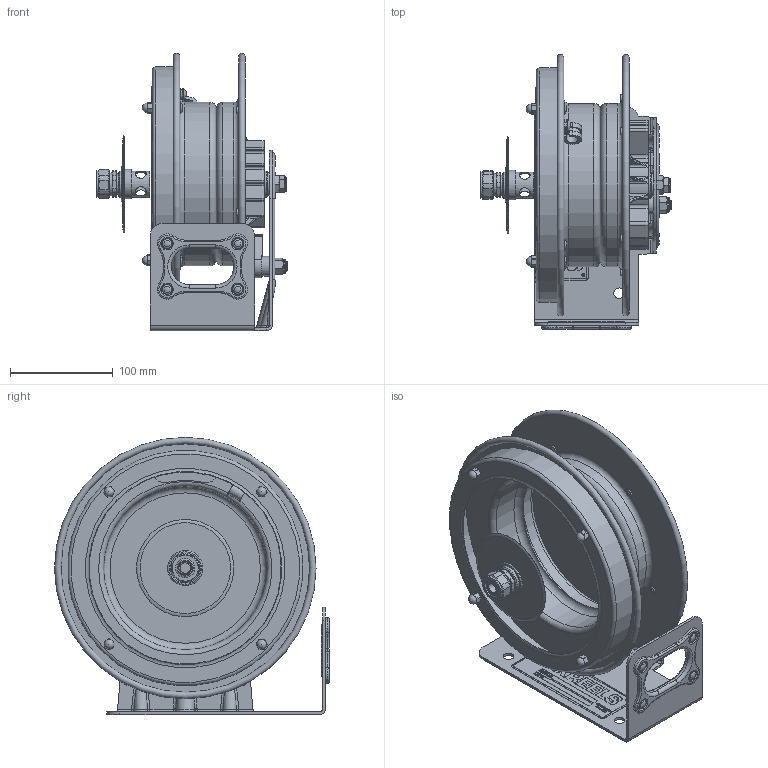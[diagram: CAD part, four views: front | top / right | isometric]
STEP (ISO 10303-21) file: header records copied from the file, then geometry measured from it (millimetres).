
FILE_DESCRIPTION(/* description */ (''),/* implementation_level */ '2;1');
FILE_NAME(/* name */ 'PC10L-3012_SHARED.stp',/* time_stamp */ '2020-03-10T09:50:56-07:00',/* author */ ('NMelton'),/* organization */ (''),/* preprocessor_version */ 'ST-DEVELOPER v17',/* originating_system */ 'Autodesk Inventor 2019',/* authorisation */ '');
FILE_SCHEMA (('AUTOMOTIVE_DESIGN { 1 0 10303 214 3 1 1 }'));
Products named in the file (1): PC10L-3012_SHARED
Bounding box: 185.26 x 267.1 x 269.36 mm (x, y, z)
Surface area: 473479.5 mm2 (no closed solid volume)
Topology: 0 solids, 83 shells, 3348 faces, 11402 edges, 7946 vertices
Faces by surface type: plane 1852, bspline 914, cylinder 360, torus 154, cone 52, sphere 16
Full cylindrical faces by diameter (mm): 4.826 x1, 7.925 x1, 9.525 x1, 10.16 x5, 10.317 x4, 10.668 x5, 12.255 x1, 12.446 x1, 12.509 x1, 13.843 x1, 15.875 x1, 18.745 x1, 19.05 x2, 19.736 x1, 20.625 x1, 22.085 x1, 22.225 x1, 23.812 x1, 25.4 x2, 25.908 x1, 26.568 x1, 28.702 x1, 34.112 x1, 158.75 x2, 203.2 x1, 228.6 x1
Entity records: 150431 total; most frequent: CARTESIAN_POINT 56292, ORIENTED_EDGE 19373, DIRECTION 15138, EDGE_CURVE 11380, VERTEX_POINT 7946, LINE 7002, VECTOR 7002, AXIS2_PLACEMENT_3D 4068
